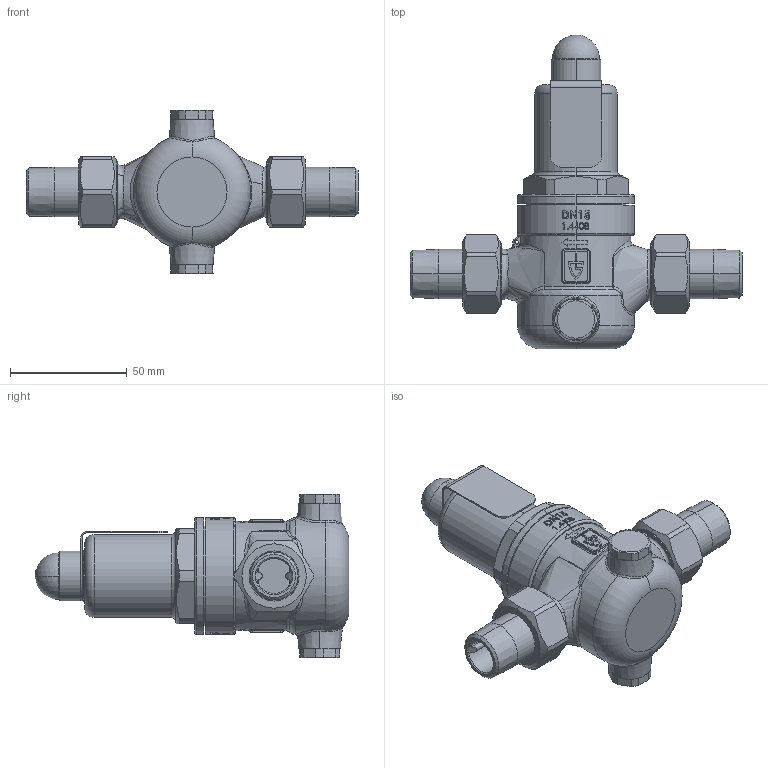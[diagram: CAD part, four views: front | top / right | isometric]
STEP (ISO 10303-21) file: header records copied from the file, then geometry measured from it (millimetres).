
FILE_DESCRIPTION (( 'STEP AP214' ), '1' );
FILE_NAME ('430mGFO-15 Dummy.STEP', '2012-02-22T10:02:01', ( 'Blankenhorn' ), ( '' ), 'SwSTEP 2.0', 'SolidWorks 2011', '' );
FILE_SCHEMA (( 'AUTOMOTIVE_DESIGN' ));
Length unit declared in the file: millimetre
Products named in the file (1): 430mGFO-15 Dummy
Bounding box: 142 x 134.2 x 70 mm (x, y, z)
Volume: 109471.1 mm3; surface area: 69256.1 mm2
Topology: 14 solids, 14 shells, 956 faces, 2449 edges, 1559 vertices
Faces by surface type: plane 346, cylinder 243, bspline 204, cone 95, torus 52, sphere 16
Entity records: 54553 total; most frequent: CARTESIAN_POINT 22073, ORIENTED_EDGE 4868, DIRECTION 4118, EDGE_CURVE 2434, AXIS2_PLACEMENT_3D 1582, VERTEX_POINT 1556, EDGE_LOOP 1038, UNCERTAINTY_MEASURE_WITH_UNIT 972
